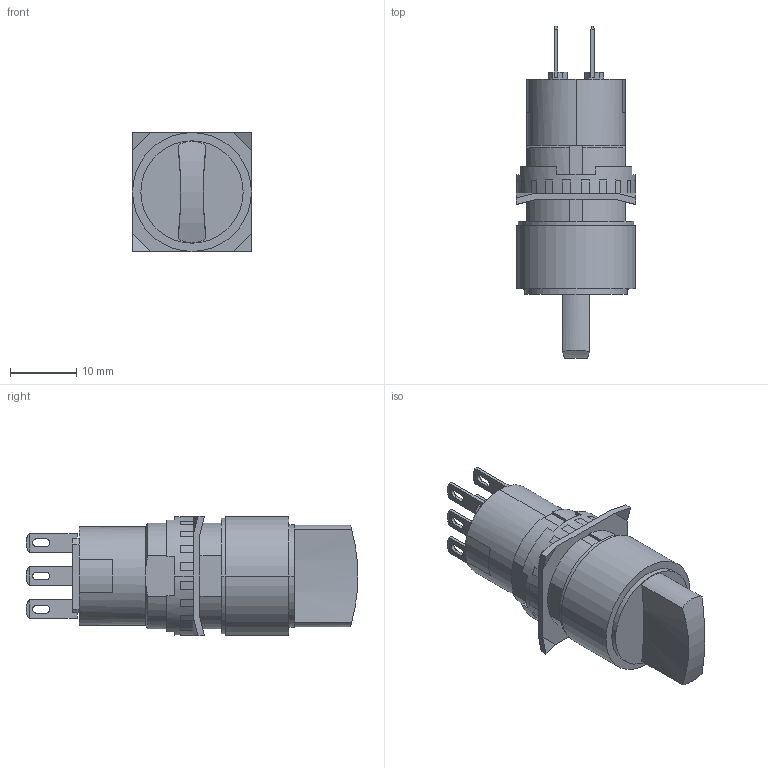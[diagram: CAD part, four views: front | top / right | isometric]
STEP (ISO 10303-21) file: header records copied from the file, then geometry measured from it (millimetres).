
FILE_DESCRIPTION(('starvars output'),'2;1');
FILE_NAME('XB6EAD222P_3D.stp','09:12:39 2020/04/08',( 'Thomas Industrial Network Germany GmbH'),( 'Thomas Industrial Network Germany GmbH'),'unknown preprocess','ACIS' ,'unknown authorization');
FILE_SCHEMA(('AUTOMOTIVE_DESIGN_CC2 {UNKNOWN IMPLEMENTATION LEVEL}'));
Length unit declared in the file: millimetre
Products named in the file (1): PRODUCT_ID_1
Bounding box: 18 x 50 x 18 mm (x, y, z)
Volume: 7572.1 mm3; surface area: 3237.9 mm2
Topology: 1 solids, 1 shells, 227 faces, 634 edges, 412 vertices
Faces by surface type: plane 164, cylinder 51, cone 12
Entity records: 8515 total; most frequent: ORIENTED_EDGE 1268, CARTESIAN_POINT 1223, DIRECTION 962, EDGE_CURVE 634, VERTEX_POINT 412, VECTOR 412, LINE 412, AXIS2_PLACEMENT_3D 275
